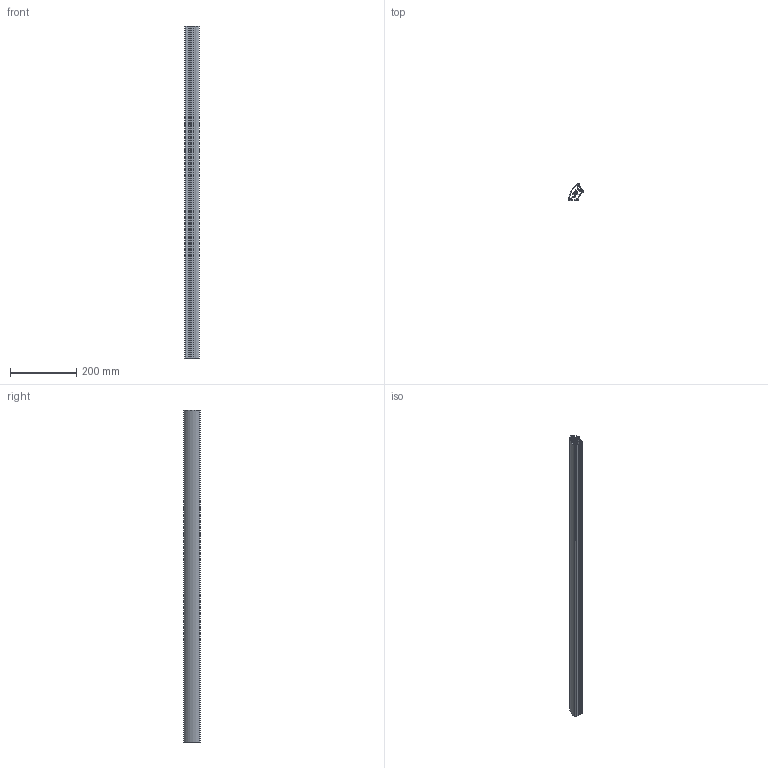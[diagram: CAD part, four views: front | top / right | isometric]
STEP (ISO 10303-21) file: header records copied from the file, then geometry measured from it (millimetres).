
FILE_DESCRIPTION(/* description */ (''),/* implementation_level */ '2;1');
FILE_NAME(/* name */ '13185_KriTec_Profil_6_R30_60-60Grad.stp',/* time_stamp */ '2015-04-21T17:02:59+02:00',/* author */ ('kostic'),/* organization */ (''),/* preprocessor_version */ 'ST-DEVELOPER v15.2',/* originating_system */ 'Autodesk Inventor 2014',/* authorisation */ '');
FILE_SCHEMA (('CONFIG_CONTROL_DESIGN'));
Length unit declared in the file: millimetre
Products named in the file (1): 13185_KriTec_Profil_6_R30_60-60°
Bounding box: 43.89 x 50.83 x 1000 mm (x, y, z)
Volume: 530856.3 mm3; surface area: 464293.2 mm2
Topology: 1 solids, 1 shells, 106 faces, 312 edges, 208 vertices
Faces by surface type: cylinder 60, plane 46
Full cylindrical faces by diameter (mm): 5 x1
Entity records: 3611 total; most frequent: DIRECTION 645, CARTESIAN_POINT 626, ORIENTED_EDGE 622, EDGE_CURVE 311, AXIS2_PLACEMENT_3D 227, VERTEX_POINT 208, LINE 191, VECTOR 191
